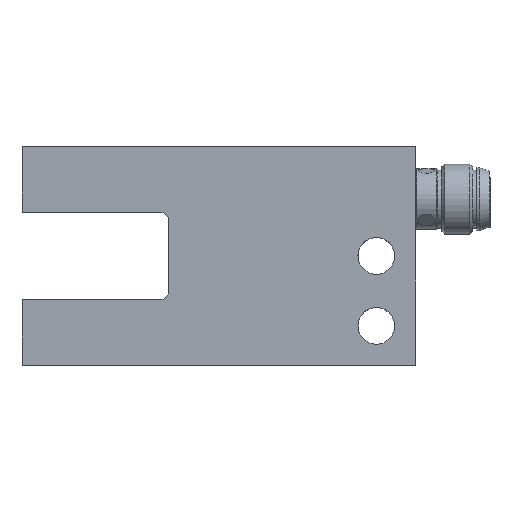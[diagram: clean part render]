
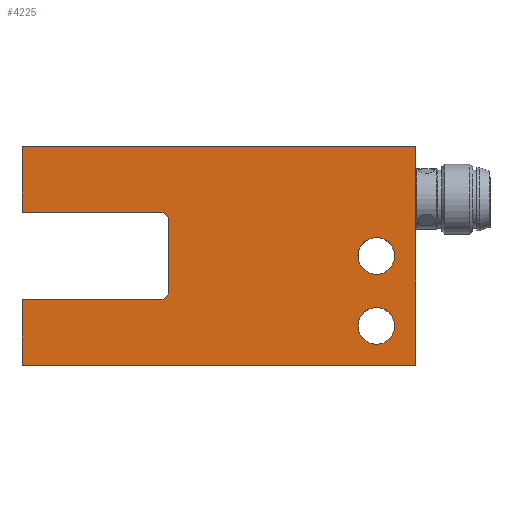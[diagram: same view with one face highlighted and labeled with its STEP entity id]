
A CAD part, top view. The second image highlights one B-rep face of the part: STEP entity #4225.
In plain terms, the highlighted face is planar.
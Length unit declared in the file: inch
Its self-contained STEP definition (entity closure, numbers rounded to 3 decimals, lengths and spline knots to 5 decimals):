
#3 = DIRECTION ( 'NONE',  ( 0., 0., 1. ) ) ;
#9 = CARTESIAN_POINT ( 'NONE',  ( 0.88583, -0.49213, -0.19685 ) ) ;
#43 = VECTOR ( 'NONE', #4325, 39.37008 ) ;
#331 = EDGE_CURVE ( 'NONE', #2838, #3743, #484, .T. ) ;
#344 = EDGE_CURVE ( 'NONE', #1685, #4564, #2782, .T. ) ;
#384 = CARTESIAN_POINT ( 'NONE',  ( -0.79134, -0.31496, -0.19685 ) ) ;
#415 = DIRECTION ( 'NONE',  ( 0., -1., 0. ) ) ;
#422 = VECTOR ( 'NONE', #4495, 39.37008 ) ;
#435 = CARTESIAN_POINT ( 'NONE',  ( 0.88583, -0.19685, -0.19685 ) ) ;
#443 = CIRCLE ( 'NONE', #1643, 0.03937 ) ;
#469 = FACE_OUTER_BOUND ( 'NONE', #3334, .T. ) ;
#472 = LINE ( 'NONE', #1631, #2228 ) ;
#484 = LINE ( 'NONE', #2726, #4863 ) ;
#562 = FACE_BOUND ( 'NONE', #2986, .T. ) ;
#582 = CARTESIAN_POINT ( 'NONE',  ( -0.70866, 0., -0.19685 ) ) ;
#611 = DIRECTION ( 'NONE',  ( 0., 0., 1. ) ) ;
#631 = CARTESIAN_POINT ( 'NONE',  ( 0.26378, 0.15748, -0.19685 ) ) ;
#635 = ORIENTED_EDGE ( 'NONE', *, *, #1313, .T. ) ;
#648 = EDGE_LOOP ( 'NONE', ( #1221 ) ) ;
#709 = DIRECTION ( 'NONE',  ( -1., 0., 0. ) ) ;
#747 = CIRCLE ( 'NONE', #3557, 0.08268 ) ;
#776 = DIRECTION ( 'NONE',  ( -1., 0., 0. ) ) ;
#777 = VERTEX_POINT ( 'NONE', #435 ) ;
#818 = ORIENTED_EDGE ( 'NONE', *, *, #344, .T. ) ;
#821 = DIRECTION ( 'NONE',  ( 1., 0., 0. ) ) ;
#962 = AXIS2_PLACEMENT_3D ( 'NONE', #3855, #4250, #776 ) ;
#1048 = EDGE_CURVE ( 'NONE', #2458, #1685, #1516, .T. ) ;
#1050 = ORIENTED_EDGE ( 'NONE', *, *, #2563, .T. ) ;
#1105 = ORIENTED_EDGE ( 'NONE', *, *, #4042, .T. ) ;
#1107 = CARTESIAN_POINT ( 'NONE',  ( -0.88583, 0.49213, -0.19685 ) ) ;
#1200 = ORIENTED_EDGE ( 'NONE', *, *, #4011, .T. ) ;
#1221 = ORIENTED_EDGE ( 'NONE', *, *, #4649, .T. ) ;
#1313 = EDGE_CURVE ( 'NONE', #777, #2838, #2578, .T. ) ;
#1463 = VECTOR ( 'NONE', #3222, 39.37008 ) ;
#1482 = CIRCLE ( 'NONE', #4542, 0.08268 ) ;
#1516 = LINE ( 'NONE', #3137, #2382 ) ;
#1538 = CARTESIAN_POINT ( 'NONE',  ( 0.22441, -0.15748, -0.19685 ) ) ;
#1591 = VERTEX_POINT ( 'NONE', #4728 ) ;
#1598 = DIRECTION ( 'NONE',  ( 1., 0., 0. ) ) ;
#1631 = CARTESIAN_POINT ( 'NONE',  ( -0.88583, 0., -0.19685 ) ) ;
#1643 = AXIS2_PLACEMENT_3D ( 'NONE', #631, #611, #3330 ) ;
#1659 = ORIENTED_EDGE ( 'NONE', *, *, #2522, .T. ) ;
#1675 = CARTESIAN_POINT ( 'NONE',  ( 0.22441, 0., -0.19685 ) ) ;
#1683 = CARTESIAN_POINT ( 'NONE',  ( -0.88583, -0.49213, -0.19685 ) ) ;
#1685 = VERTEX_POINT ( 'NONE', #4858 ) ;
#1800 = CARTESIAN_POINT ( 'NONE',  ( 0.88583, 0., -0.19685 ) ) ;
#1869 = VERTEX_POINT ( 'NONE', #4557 ) ;
#2021 = FACE_BOUND ( 'NONE', #648, .T. ) ;
#2113 = PLANE ( 'NONE',  #4527 ) ;
#2184 = DIRECTION ( 'NONE',  ( 0., 0., 1. ) ) ;
#2228 = VECTOR ( 'NONE', #4709, 39.37008 ) ;
#2305 = CARTESIAN_POINT ( 'NONE',  ( -0.70866, -0.31496, -0.19685 ) ) ;
#2382 = VECTOR ( 'NONE', #415, 39.37008 ) ;
#2458 = VERTEX_POINT ( 'NONE', #2546 ) ;
#2522 = EDGE_CURVE ( 'NONE', #3329, #2458, #4300, .T. ) ;
#2546 = CARTESIAN_POINT ( 'NONE',  ( 0.88583, 0.49213, -0.19685 ) ) ;
#2563 = EDGE_CURVE ( 'NONE', #2883, #1591, #2744, .T. ) ;
#2578 = LINE ( 'NONE', #1800, #422 ) ;
#2693 = CARTESIAN_POINT ( 'NONE',  ( 0.06861, -0.19685, -0.19685 ) ) ;
#2706 = ORIENTED_EDGE ( 'NONE', *, *, #1048, .T. ) ;
#2713 = CARTESIAN_POINT ( 'NONE',  ( 0.06861, 0.49213, -0.19685 ) ) ;
#2726 = CARTESIAN_POINT ( 'NONE',  ( 0.06861, -0.49213, -0.19685 ) ) ;
#2744 = CIRCLE ( 'NONE', #962, 0.03937 ) ;
#2782 = LINE ( 'NONE', #3117, #43 ) ;
#2809 = CARTESIAN_POINT ( 'NONE',  ( 0.06861, 0., -0.19685 ) ) ;
#2832 = VECTOR ( 'NONE', #1598, 39.37008 ) ;
#2838 = VERTEX_POINT ( 'NONE', #9 ) ;
#2883 = VERTEX_POINT ( 'NONE', #1538 ) ;
#2967 = VERTEX_POINT ( 'NONE', #3186 ) ;
#2986 = EDGE_LOOP ( 'NONE', ( #4812 ) ) ;
#3117 = CARTESIAN_POINT ( 'NONE',  ( 0.06861, 0.19685, -0.19685 ) ) ;
#3137 = CARTESIAN_POINT ( 'NONE',  ( 0.88583, 0., -0.19685 ) ) ;
#3166 = DIRECTION ( 'NONE',  ( -1., 0., 0. ) ) ;
#3186 = CARTESIAN_POINT ( 'NONE',  ( 0.22441, 0.15748, -0.19685 ) ) ;
#3222 = DIRECTION ( 'NONE',  ( 0., -1., 0. ) ) ;
#3251 = CARTESIAN_POINT ( 'NONE',  ( 0.26378, 0.19685, -0.19685 ) ) ;
#3329 = VERTEX_POINT ( 'NONE', #1107 ) ;
#3330 = DIRECTION ( 'NONE',  ( -1., 0., 0. ) ) ;
#3334 = EDGE_LOOP ( 'NONE', ( #4374, #1200, #1050, #1105, #635, #4919, #3976, #1659, #2706, #818 ) ) ;
#3557 = AXIS2_PLACEMENT_3D ( 'NONE', #582, #2184, #3712 ) ;
#3596 = DIRECTION ( 'NONE',  ( 0., 0., -1. ) ) ;
#3603 = LINE ( 'NONE', #1675, #1463 ) ;
#3649 = DIRECTION ( 'NONE',  ( -1., 0., 0. ) ) ;
#3712 = DIRECTION ( 'NONE',  ( -1., 0., 0. ) ) ;
#3743 = VERTEX_POINT ( 'NONE', #1683 ) ;
#3802 = EDGE_CURVE ( 'NONE', #1869, #1869, #747, .T. ) ;
#3814 = VERTEX_POINT ( 'NONE', #384 ) ;
#3855 = CARTESIAN_POINT ( 'NONE',  ( 0.26378, -0.15748, -0.19685 ) ) ;
#3976 = ORIENTED_EDGE ( 'NONE', *, *, #4425, .T. ) ;
#4011 = EDGE_CURVE ( 'NONE', #2967, #2883, #3603, .T. ) ;
#4042 = EDGE_CURVE ( 'NONE', #1591, #777, #4276, .T. ) ;
#4225 = ADVANCED_FACE ( 'NONE', ( #469, #2021, #562 ), #2113, .T. ) ;
#4250 = DIRECTION ( 'NONE',  ( 0., 0., 1. ) ) ;
#4276 = LINE ( 'NONE', #2693, #2832 ) ;
#4300 = LINE ( 'NONE', #2713, #4915 ) ;
#4325 = DIRECTION ( 'NONE',  ( -1., 0., 0. ) ) ;
#4374 = ORIENTED_EDGE ( 'NONE', *, *, #4517, .T. ) ;
#4425 = EDGE_CURVE ( 'NONE', #3743, #3329, #472, .T. ) ;
#4495 = DIRECTION ( 'NONE',  ( 0., -1., 0. ) ) ;
#4517 = EDGE_CURVE ( 'NONE', #4564, #2967, #443, .T. ) ;
#4527 = AXIS2_PLACEMENT_3D ( 'NONE', #2809, #3596, #3649 ) ;
#4542 = AXIS2_PLACEMENT_3D ( 'NONE', #2305, #3, #709 ) ;
#4557 = CARTESIAN_POINT ( 'NONE',  ( -0.79134, 0., -0.19685 ) ) ;
#4564 = VERTEX_POINT ( 'NONE', #3251 ) ;
#4649 = EDGE_CURVE ( 'NONE', #3814, #3814, #1482, .T. ) ;
#4709 = DIRECTION ( 'NONE',  ( 0., 1., 0. ) ) ;
#4728 = CARTESIAN_POINT ( 'NONE',  ( 0.26378, -0.19685, -0.19685 ) ) ;
#4812 = ORIENTED_EDGE ( 'NONE', *, *, #3802, .T. ) ;
#4858 = CARTESIAN_POINT ( 'NONE',  ( 0.88583, 0.19685, -0.19685 ) ) ;
#4863 = VECTOR ( 'NONE', #3166, 39.37008 ) ;
#4915 = VECTOR ( 'NONE', #821, 39.37008 ) ;
#4919 = ORIENTED_EDGE ( 'NONE', *, *, #331, .T. ) ;
